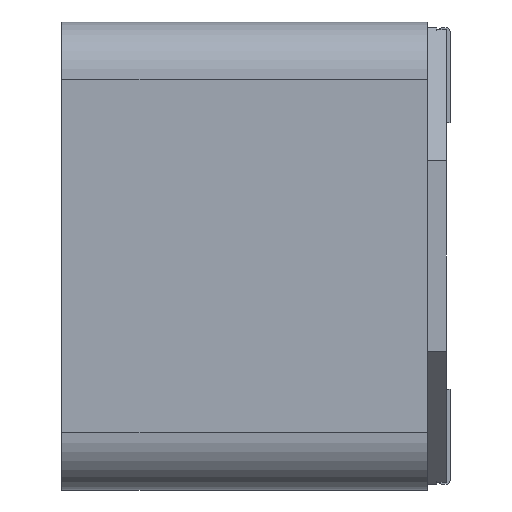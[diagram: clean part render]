
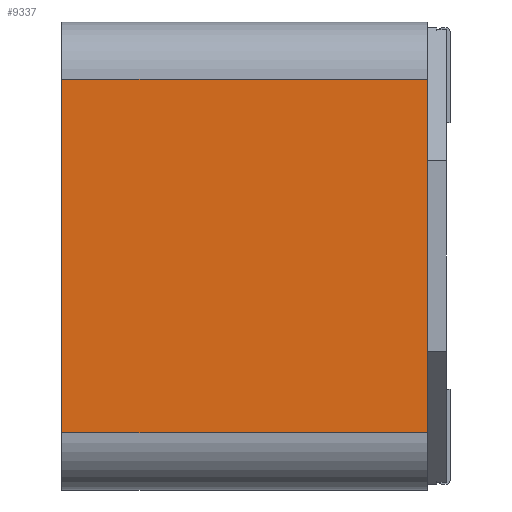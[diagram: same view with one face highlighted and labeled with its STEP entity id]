
A CAD part, left-side view. The second image highlights one B-rep face of the part: STEP entity #9337.
In plain terms, the highlighted planar face has unit normal (-1, 0, 0).
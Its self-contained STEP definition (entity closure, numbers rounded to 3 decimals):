
#44 = CARTESIAN_POINT ( 'NONE',  ( -6.15, 10.2, 4.65 ) ) ;
#62 = VERTEX_POINT ( 'NONE', #6169 ) ;
#370 = EDGE_CURVE ( 'NONE', #9232, #4698, #10448, .T. ) ;
#661 = VECTOR ( 'NONE', #8837, 1000. ) ;
#680 = ORIENTED_EDGE ( 'NONE', *, *, #370, .F. ) ;
#912 = EDGE_LOOP ( 'NONE', ( #6146, #680, #6090, #5709 ) ) ;
#1252 = DIRECTION ( 'NONE',  ( 0., 0., 1. ) ) ;
#1411 = LINE ( 'NONE', #3741, #10009 ) ;
#1739 = PLANE ( 'NONE',  #8167 ) ;
#2360 = DIRECTION ( 'NONE',  ( 0., -1., 0. ) ) ;
#2981 = EDGE_CURVE ( 'NONE', #62, #10228, #4071, .T. ) ;
#3206 = CARTESIAN_POINT ( 'NONE',  ( -6.15, 10.2, 4.65 ) ) ;
#3741 = CARTESIAN_POINT ( 'NONE',  ( -6.15, 0.601, 4.65 ) ) ;
#4041 = DIRECTION ( 'NONE',  ( 0., 0., 1. ) ) ;
#4071 = LINE ( 'NONE', #4776, #10471 ) ;
#4093 = LINE ( 'NONE', #3206, #7998 ) ;
#4668 = CARTESIAN_POINT ( 'NONE',  ( -6.15, 0.601, -4.65 ) ) ;
#4698 = VERTEX_POINT ( 'NONE', #7605 ) ;
#4776 = CARTESIAN_POINT ( 'NONE',  ( -6.15, 10.2, -4.65 ) ) ;
#5709 = ORIENTED_EDGE ( 'NONE', *, *, #2981, .T. ) ;
#5812 = EDGE_CURVE ( 'NONE', #10228, #4698, #1411, .T. ) ;
#6090 = ORIENTED_EDGE ( 'NONE', *, *, #8703, .F. ) ;
#6146 = ORIENTED_EDGE ( 'NONE', *, *, #5812, .T. ) ;
#6169 = CARTESIAN_POINT ( 'NONE',  ( -6.15, 10.2, -4.65 ) ) ;
#7596 = FACE_OUTER_BOUND ( 'NONE', #912, .T. ) ;
#7605 = CARTESIAN_POINT ( 'NONE',  ( -6.15, 0.601, 4.65 ) ) ;
#7702 = DIRECTION ( 'NONE',  ( 1., 0., 0. ) ) ;
#7765 = CARTESIAN_POINT ( 'NONE',  ( -6.15, 10.2, 4.65 ) ) ;
#7998 = VECTOR ( 'NONE', #4041, 1000. ) ;
#8167 = AXIS2_PLACEMENT_3D ( 'NONE', #44, #7702, #8458 ) ;
#8458 = DIRECTION ( 'NONE',  ( 0., 0., -1. ) ) ;
#8703 = EDGE_CURVE ( 'NONE', #62, #9232, #4093, .T. ) ;
#8837 = DIRECTION ( 'NONE',  ( 0., -1., 0. ) ) ;
#9232 = VERTEX_POINT ( 'NONE', #7765 ) ;
#9337 = ADVANCED_FACE ( 'NONE', ( #7596 ), #1739, .F. ) ;
#9725 = CARTESIAN_POINT ( 'NONE',  ( -6.15, 10.2, 4.65 ) ) ;
#10009 = VECTOR ( 'NONE', #1252, 1000. ) ;
#10228 = VERTEX_POINT ( 'NONE', #4668 ) ;
#10448 = LINE ( 'NONE', #9725, #661 ) ;
#10471 = VECTOR ( 'NONE', #2360, 1000. ) ;
